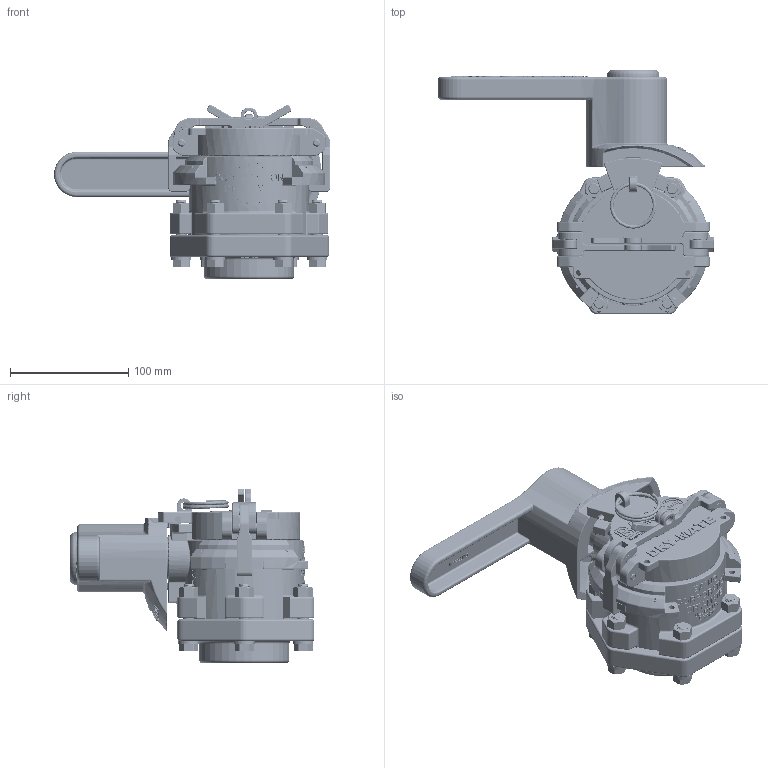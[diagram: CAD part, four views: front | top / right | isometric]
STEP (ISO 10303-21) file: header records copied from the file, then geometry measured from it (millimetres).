
FILE_DESCRIPTION(/* description */ ('2" FP Poly Male Dry Mate BSP'),/* implementation_level */ '2;1');
FILE_NAME(/* name */ 'DM220AB.stp',/* time_stamp */ '2016-12-02T13:52:28-05:00',/* author */ ('areid'),/* organization */ (''),/* preprocessor_version */ 'ST-DEVELOPER v16.5',/* originating_system */ 'Autodesk Inventor 2017',/* authorisation */ '');
FILE_SCHEMA (('AUTOMOTIVE_DESIGN { 1 0 10303 214 3 1 1 }'));
Length unit declared in the file: inch
Products named in the file (39): DM220AB; DM220ABX; DM25254M; DM25254MY; DM25254MX; DM25153M; DM25255; DM25255M; DM25255X; V25256B; VX25256B; DM25256SP; DM25256SPX; V25258A; DM25258A; V25264; DM25288M; DB20281; V25121; V25020; DM25006; DP02050; V20019; V20010SS; V20018; VS25151C; VS25151B; V25151BX; A020V; V25060; DM220CAP; DM220CAPX; DM25011; DM25012SS; DM25016; 150RING; 200P; MLS234GV; V25502
Assembly tree (63 placements, depth 5):
  DM220AB
    DM220ABX
      DM25254M
        DM25254MY
          DM25254MX
      DM25153M
      DM25255
        DM25255M
          DM25255X
      V25256B
        VX25256B
      DM25256SP
        DM25256SPX
      V25258A
      DM25258A
      V25264
      V25060  x2
      DM25288M
      DB20281
      DM25006  x2
      DP02050  x4
      V20010SS  x6
      V20019  x6
      V20018  x6
      V25121
      V25020
      VS25151C
        VS25151B
          V25151BX
      A020V  x2
    DM220CAP
      DM220CAPX
      DM25011  x2
      DM25012SS  x2
      DM25016  x2
      150RING
      200P  x2
      MLS234GV
    V25502
Bounding box: 233.5 x 207.14 x 147.57 mm (x, y, z)
Volume: 1071157.6 mm3; surface area: 374633.9 mm2
Topology: 53 solids, 53 shells, 5911 faces, 14489 edges, 8931 vertices
Faces by surface type: plane 2102, cylinder 1465, bspline 1134, cone 672, torus 397, sphere 141
Full cylindrical faces by diameter (mm): 2.083 x4, 2.184 x4, 3.175 x1, 3.302 x4, 5.08 x4, 5.334 x2, 6.325 x2, 6.35 x11, 6.528 x2, 6.604 x6, 7.798 x1, 9.525 x1, 10.312 x7, 11.43 x6, 14.275 x1, 23.495 x2, 25.4 x2, 25.527 x3, 25.806 x1, 31.75 x3, 33.02 x1, 34.392 x1, 35.56 x1, 38.1 x4, 42.545 x1, 43.18 x3, 44.45 x1, 48.26 x1, 50.8 x1, 51.562 x1
Entity records: 196485 total; most frequent: CARTESIAN_POINT 94695, ORIENTED_EDGE 21932, DIRECTION 18744, EDGE_CURVE 10964, VERTEX_POINT 7047, AXIS2_PLACEMENT_3D 6494, LINE 5756, VECTOR 5756
